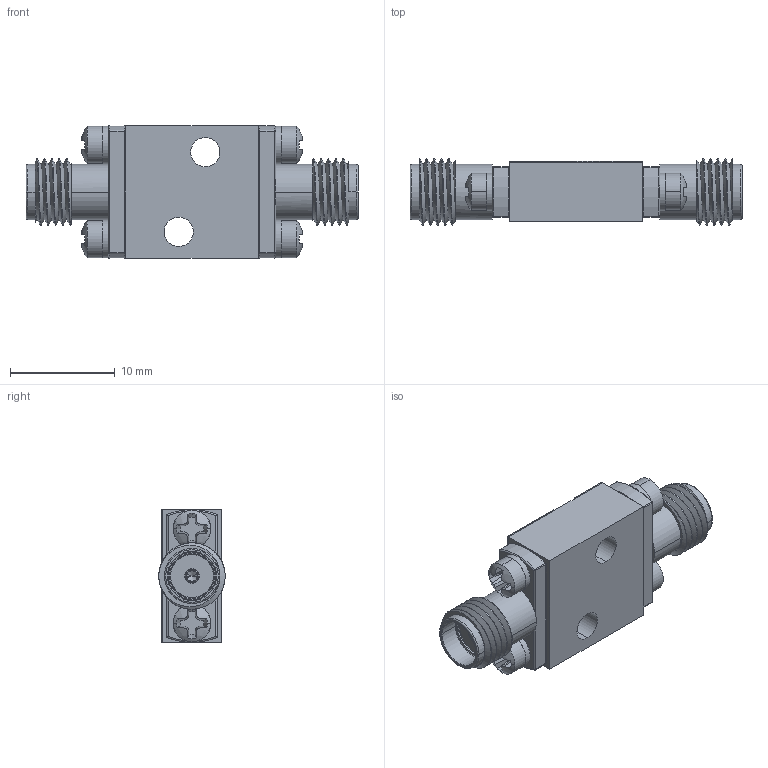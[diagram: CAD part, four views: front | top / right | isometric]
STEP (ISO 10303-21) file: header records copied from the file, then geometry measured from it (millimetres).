
FILE_DESCRIPTION (( 'STEP AP214' ), '1' );
FILE_NAME ('LM-20M20G-18-20WP-5W-MAH.STEP', '2023-05-31T18:39:37', ( '' ), ( '' ), 'SwSTEP 2.0', 'SolidWorks 2022', '' );
FILE_SCHEMA (( 'AUTOMOTIVE_DESIGN' ));
Length unit declared in the file: inch
Products named in the file (1): LM-20M20G-18-20WP-5W-MAH
Bounding box: 31.75 x 6.35 x 12.7 mm (x, y, z)
Volume: 1433.8 mm3; surface area: 2241.2 mm2
Topology: 16 solids, 16 shells, 508 faces, 1695 edges, 1296 vertices
Faces by surface type: plane 231, cylinder 125, torus 88, cone 36, sphere 24, bspline 4
Entity records: 29832 total; most frequent: CARTESIAN_POINT 7938, ORIENTED_EDGE 3342, DIRECTION 2943, EDGE_CURVE 1671, VERTEX_POINT 1296, AXIS2_PLACEMENT_3D 1055, LINE 833, VECTOR 833
